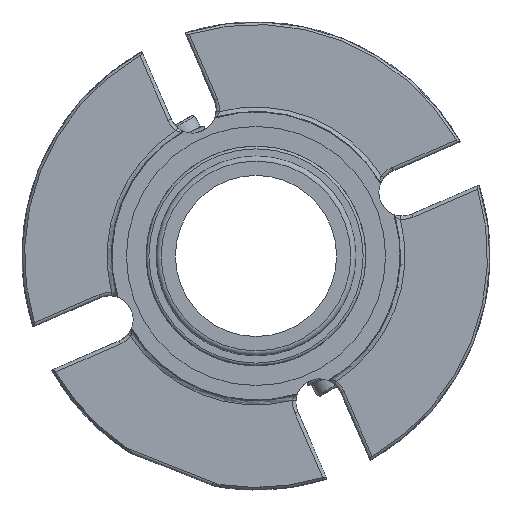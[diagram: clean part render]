
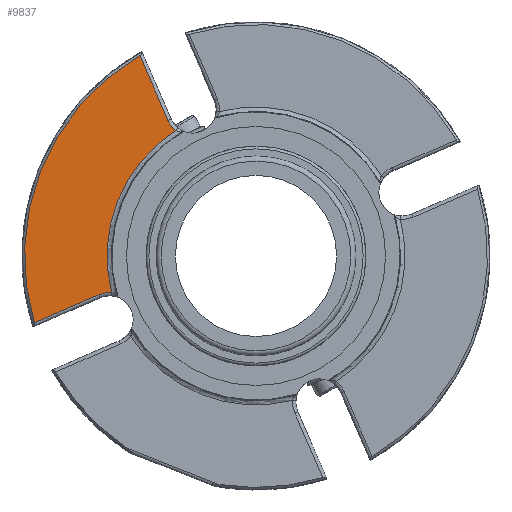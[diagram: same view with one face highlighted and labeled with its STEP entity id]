
A CAD part, front view. The second image highlights one B-rep face of the part: STEP entity #9837.
In plain terms, the highlighted planar face has unit normal (0, -1, 0).
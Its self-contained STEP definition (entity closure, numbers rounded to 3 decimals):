
#1159=LINE('',#19891,#1666);
#1161=LINE('',#19897,#1668);
#1666=VECTOR('',#12928,1000.);
#1668=VECTOR('',#12934,1000.);
#1904=PLANE('',#10748);
#4079=ORIENTED_EDGE('',*,*,#6038,.T.);
#4080=ORIENTED_EDGE('',*,*,#5810,.F.);
#4081=ORIENTED_EDGE('',*,*,#6035,.T.);
#4082=ORIENTED_EDGE('',*,*,#6039,.T.);
#4083=ORIENTED_EDGE('',*,*,#6040,.T.);
#4084=ORIENTED_EDGE('',*,*,#6041,.T.);
#5810=EDGE_CURVE('',#6997,#6998,#7616,.T.);
#6035=EDGE_CURVE('',#6997,#7118,#1159,.F.);
#6038=EDGE_CURVE('',#7120,#6998,#1161,.F.);
#6039=EDGE_CURVE('',#7118,#7121,#7725,.F.);
#6040=EDGE_CURVE('',#7121,#7122,#7726,.F.);
#6041=EDGE_CURVE('',#7122,#7120,#7727,.F.);
#6997=VERTEX_POINT('',#18908);
#6998=VERTEX_POINT('',#18910);
#7118=VERTEX_POINT('',#19892);
#7120=VERTEX_POINT('',#19898);
#7121=VERTEX_POINT('',#19900);
#7122=VERTEX_POINT('',#19902);
#7616=CIRCLE('',#10560,68.961);
#7725=CIRCLE('',#10749,8.);
#7726=CIRCLE('',#10750,44.375);
#7727=CIRCLE('',#10751,8.);
#8340=EDGE_LOOP('',(#4079,#4080,#4081,#4082,#4083,#4084));
#9026=FACE_BOUND('',#8340,.T.);
#9837=ADVANCED_FACE('',(#9026),#1904,.T.);
#10560=AXIS2_PLACEMENT_3D('',#18909,#12502,#12503);
#10748=AXIS2_PLACEMENT_3D('',#19896,#12932,#12933);
#10749=AXIS2_PLACEMENT_3D('',#19899,#12935,#12936);
#10750=AXIS2_PLACEMENT_3D('',#19901,#12937,#12938);
#10751=AXIS2_PLACEMENT_3D('',#19903,#12939,#12940);
#12502=DIRECTION('',(0.,1.,0.));
#12503=DIRECTION('',(0.93,0.,-0.368));
#12928=DIRECTION('',(-0.918,0.,-0.398));
#12932=DIRECTION('',(0.,-1.,0.));
#12933=DIRECTION('',(-0.368,0.,-0.93));
#12934=DIRECTION('',(0.398,0.,-0.918));
#12935=DIRECTION('',(0.,-1.,0.));
#12936=DIRECTION('',(-0.368,0.,-0.93));
#12937=DIRECTION('',(0.,-1.,0.));
#12938=DIRECTION('',(-0.368,0.,-0.93));
#12939=DIRECTION('',(0.,-1.,0.));
#12940=DIRECTION('',(-0.368,0.,-0.93));
#18908=CARTESIAN_POINT('',(-66.032,20.537,-19.886));
#18909=CARTESIAN_POINT('',(0.,20.537,0.));
#18910=CARTESIAN_POINT('',(-34.568,20.537,59.672));
#19891=CARTESIAN_POINT('',(-46.766,20.537,-11.54));
#19892=CARTESIAN_POINT('',(-46.766,20.537,-11.54));
#19896=CARTESIAN_POINT('',(25.974,20.537,65.675));
#19897=CARTESIAN_POINT('',(-35.276,20.537,61.307));
#19898=CARTESIAN_POINT('',(-26.222,20.537,40.406));
#19899=CARTESIAN_POINT('',(-43.586,20.537,-18.881));
#19900=CARTESIAN_POINT('',(-43.015,20.537,-10.902));
#19901=CARTESIAN_POINT('',(0.,20.537,0.));
#19902=CARTESIAN_POINT('',(-23.923,20.537,37.374));
#19903=CARTESIAN_POINT('',(-18.881,20.537,43.586));
